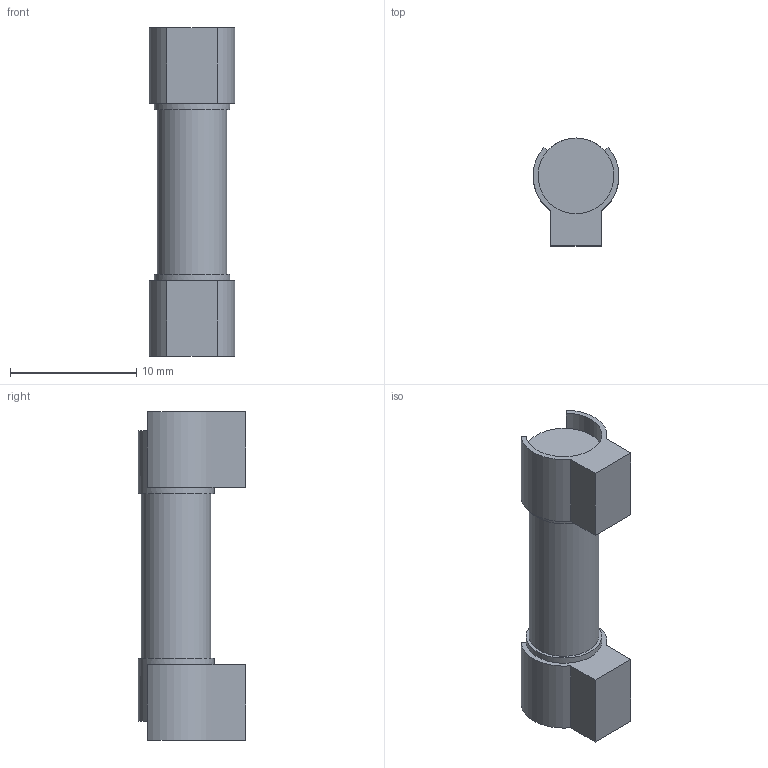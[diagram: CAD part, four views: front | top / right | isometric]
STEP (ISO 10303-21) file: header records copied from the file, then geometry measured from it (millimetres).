
FILE_DESCRIPTION(/* description */ (''),/* implementation_level */ '2;1');
FILE_NAME(/* name */ 'fuse.stp',/* time_stamp */ '2025-02-19T23:03:18+09:00',/* author */ ('hibik'),/* organization */ (''),/* preprocessor_version */ 'ST-DEVELOPER v20',/* originating_system */ 'Autodesk Inventor 2024',/* authorisation */ '');
FILE_SCHEMA (('AUTOMOTIVE_DESIGN { 1 0 10303 214 3 1 1 }'));
Length unit declared in the file: millimetre
Products named in the file (3): fuse; fuse_cover; fuse_fuse
Assembly tree (2 placements, depth 2):
  fuse
    fuse_cover
    fuse_fuse
Bounding box: 6.79 x 8.5 x 26 mm (x, y, z)
Volume: 772.8 mm3; surface area: 811 mm2
Topology: 3 solids, 3 shells, 29 faces, 65 edges, 42 vertices
Faces by surface type: plane 20, cylinder 9
Full cylindrical faces by diameter (mm): 5.5 x1, 6 x2
Entity records: 933 total; most frequent: DIRECTION 155, CARTESIAN_POINT 141, ORIENTED_EDGE 130, EDGE_CURVE 65, AXIS2_PLACEMENT_3D 56, LINE 43, VECTOR 43, VERTEX_POINT 42
